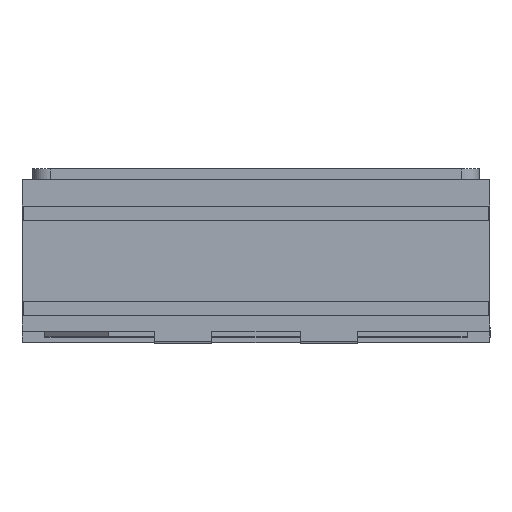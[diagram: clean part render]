
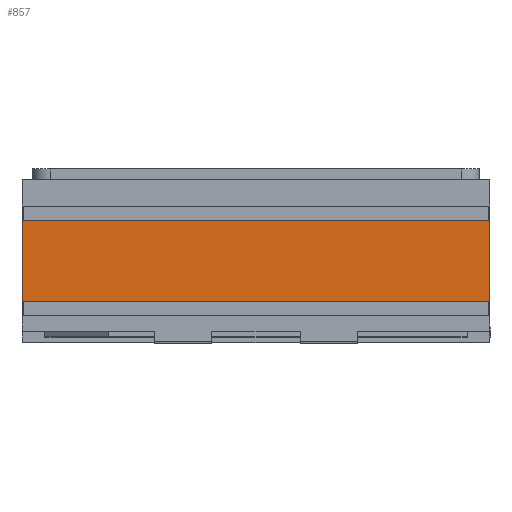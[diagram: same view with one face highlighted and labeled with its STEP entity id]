
A CAD part, top view. The second image highlights one B-rep face of the part: STEP entity #857.
In plain terms, the highlighted planar face has unit normal (0, 0, 1).
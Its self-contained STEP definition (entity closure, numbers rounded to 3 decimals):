
#30 = CARTESIAN_POINT ( 'NONE',  ( 1.325, -0.98, 1.75 ) ) ;
#238 = ORIENTED_EDGE ( 'NONE', *, *, #2996, .F. ) ;
#752 = DIRECTION ( 'NONE',  ( -1., 0., 0. ) ) ;
#857 = ADVANCED_FACE ( 'NONE', ( #1766 ), #7380, .T. ) ;
#896 = VERTEX_POINT ( 'NONE', #2657 ) ;
#1066 = EDGE_LOOP ( 'NONE', ( #1274, #1814, #3469, #238 ) ) ;
#1274 = ORIENTED_EDGE ( 'NONE', *, *, #3067, .F. ) ;
#1766 = FACE_OUTER_BOUND ( 'NONE', #1066, .T. ) ;
#1772 = CARTESIAN_POINT ( 'NONE',  ( -1.325, -0.29, 1.75 ) ) ;
#1814 = ORIENTED_EDGE ( 'NONE', *, *, #8401, .T. ) ;
#1880 = LINE ( 'NONE', #8375, #10720 ) ;
#2657 = CARTESIAN_POINT ( 'NONE',  ( 1.325, -0.75, 1.75 ) ) ;
#2996 = EDGE_CURVE ( 'NONE', #8789, #8422, #1880, .T. ) ;
#3067 = EDGE_CURVE ( 'NONE', #896, #8789, #3865, .T. ) ;
#3382 = LINE ( 'NONE', #6922, #4583 ) ;
#3469 = ORIENTED_EDGE ( 'NONE', *, *, #8045, .T. ) ;
#3865 = LINE ( 'NONE', #4979, #10468 ) ;
#3955 = DIRECTION ( 'NONE',  ( 1., 0., 0. ) ) ;
#4388 = DIRECTION ( 'NONE',  ( 0., 0., 1. ) ) ;
#4583 = VECTOR ( 'NONE', #7799, 1000. ) ;
#4783 = CARTESIAN_POINT ( 'NONE',  ( -1.325, -0.98, 1.75 ) ) ;
#4979 = CARTESIAN_POINT ( 'NONE',  ( -1.315, -0.75, 1.75 ) ) ;
#5179 = DIRECTION ( 'NONE',  ( 0., 1., 0. ) ) ;
#5885 = CARTESIAN_POINT ( 'NONE',  ( -1.325, -0.75, 1.75 ) ) ;
#6645 = VERTEX_POINT ( 'NONE', #6871 ) ;
#6661 = DIRECTION ( 'NONE',  ( 0., 1., 0. ) ) ;
#6746 = VECTOR ( 'NONE', #5179, 1000. ) ;
#6871 = CARTESIAN_POINT ( 'NONE',  ( 1.325, -0.29, 1.75 ) ) ;
#6922 = CARTESIAN_POINT ( 'NONE',  ( -1.315, -0.29, 1.75 ) ) ;
#7007 = LINE ( 'NONE', #30, #6746 ) ;
#7380 = PLANE ( 'NONE',  #8101 ) ;
#7799 = DIRECTION ( 'NONE',  ( -1., 0., 0. ) ) ;
#8045 = EDGE_CURVE ( 'NONE', #6645, #8422, #3382, .T. ) ;
#8101 = AXIS2_PLACEMENT_3D ( 'NONE', #4783, #4388, #3955 ) ;
#8375 = CARTESIAN_POINT ( 'NONE',  ( -1.325, -0.98, 1.75 ) ) ;
#8401 = EDGE_CURVE ( 'NONE', #896, #6645, #7007, .T. ) ;
#8422 = VERTEX_POINT ( 'NONE', #1772 ) ;
#8789 = VERTEX_POINT ( 'NONE', #5885 ) ;
#10468 = VECTOR ( 'NONE', #752, 1000. ) ;
#10720 = VECTOR ( 'NONE', #6661, 1000. ) ;
